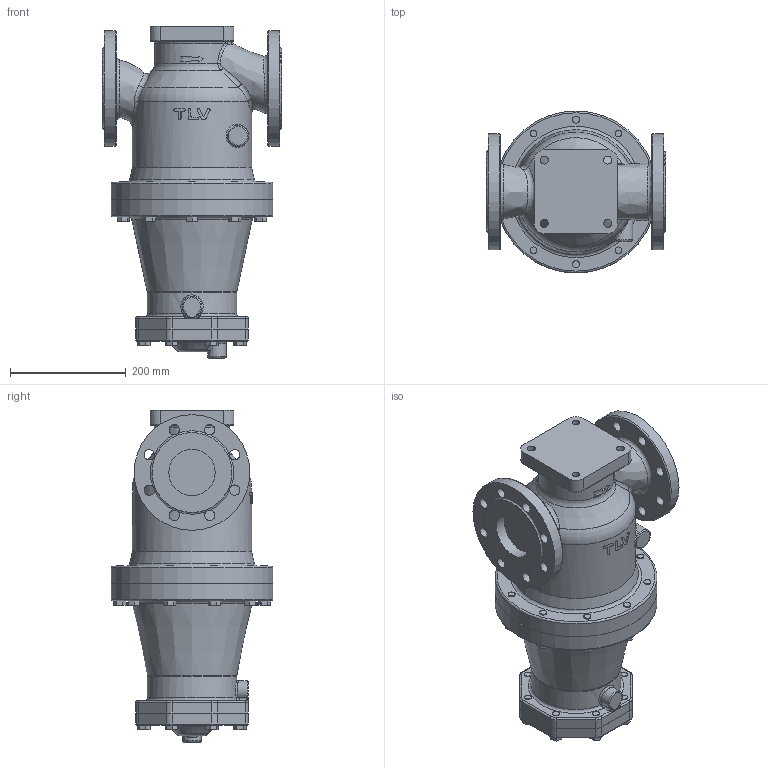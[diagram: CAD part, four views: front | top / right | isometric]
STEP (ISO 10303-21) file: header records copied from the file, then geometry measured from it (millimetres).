
FILE_DESCRIPTION(/* description */ (''),/* implementation_level */ '2;1');
FILE_NAME(/* name */ 'rcv2d-080-e0025-00.stp',/* time_stamp */ '2018-11-13T07:36:36+09:00',/* author */ ('nakaot'),/* organization */ (''),/* preprocessor_version */ 'ST-DEVELOPER v15.6',/* originating_system */ 'Autodesk Inventor 2015',/* authorisation */ '');
FILE_SCHEMA (('CONFIG_CONTROL_DESIGN'));
Length unit declared in the file: millimetre
Products named in the file (1): rcv2d-080-e0025-00
Bounding box: 310 x 280 x 574.2 mm (x, y, z)
Volume: 18518035.1 mm3; surface area: 813282.4 mm2
Topology: 1 solids, 1 shells, 457 faces, 1134 edges, 735 vertices
Faces by surface type: plane 221, cylinder 135, bspline 56, torus 40, cone 5
Full cylindrical faces by diameter (mm): 12 x36, 13.835 x4, 14 x18, 17.475 x1, 18 x16, 32 x1, 80 x2, 103.383 x1, 155 x1, 155.631 x1, 200 x2, 206 x1, 280 x2
Entity records: 16935 total; most frequent: CARTESIAN_POINT 6684, DIRECTION 2030, ORIENTED_EDGE 1976, EDGE_CURVE 988, AXIS2_PLACEMENT_3D 776, EDGE_LOOP 691, VERTEX_POINT 691, LINE 478
